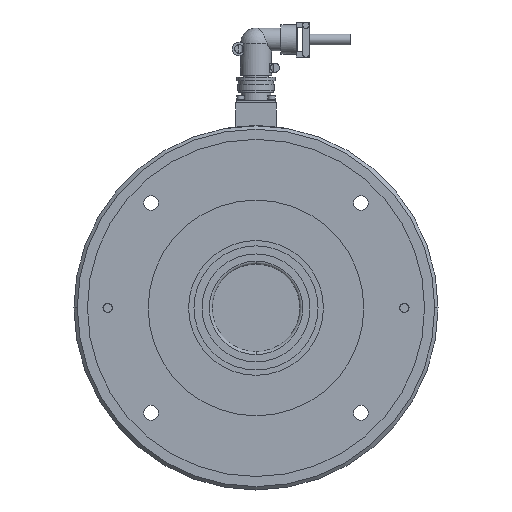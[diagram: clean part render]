
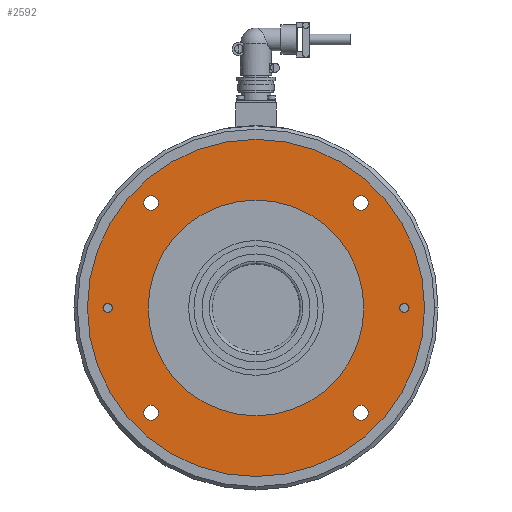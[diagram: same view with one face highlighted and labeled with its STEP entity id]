
A CAD part, left-side view. The second image highlights one B-rep face of the part: STEP entity #2592.
In plain terms, the highlighted face is planar.
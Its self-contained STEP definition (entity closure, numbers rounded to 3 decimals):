
#2008=CARTESIAN_POINT('',(3.1,80.0,0.0));
#2009=VERTEX_POINT('',#2008);
#2025=CARTESIAN_POINT('',(3.1,-80.0,0.));
#2026=VERTEX_POINT('',#2025);
#2033=CARTESIAN_POINT('',(3.1,0.0,0.0));
#2034=DIRECTION('',(1.0,0.0,0.0));
#2035=DIRECTION('',(0.0,1.0,0.0));
#2036=AXIS2_PLACEMENT_3D('',#2033,#2034,#2035);
#2037=CIRCLE('',#2036,80.0);
#2038=EDGE_CURVE('',#2026,#2009,#2037,.T.);
#2048=CARTESIAN_POINT('',(3.1,125.0,0.0));
#2049=VERTEX_POINT('',#2048);
#2058=CARTESIAN_POINT('',(3.1,-125.0,0.));
#2059=VERTEX_POINT('',#2058);
#2060=CARTESIAN_POINT('',(3.1,0.0,0.0));
#2061=DIRECTION('',(1.0,0.0,0.0));
#2062=DIRECTION('',(0.0,1.0,0.0));
#2063=AXIS2_PLACEMENT_3D('',#2060,#2061,#2062);
#2064=CIRCLE('',#2063,125.0);
#2065=EDGE_CURVE('',#2059,#2049,#2064,.T.);
#2090=CARTESIAN_POINT('',(3.1,-77.782,72.282));
#2091=VERTEX_POINT('',#2090);
#2100=CARTESIAN_POINT('',(3.1,-77.782,83.282));
#2101=VERTEX_POINT('',#2100);
#2102=CARTESIAN_POINT('',(3.1,-77.782,77.782));
#2103=DIRECTION('',(-1.0,0.0,0.0));
#2104=DIRECTION('',(0.0,0.0,-1.0));
#2105=AXIS2_PLACEMENT_3D('',#2102,#2103,#2104);
#2106=CIRCLE('',#2105,5.5);
#2107=EDGE_CURVE('',#2101,#2091,#2106,.T.);
#2132=CARTESIAN_POINT('',(3.1,0.,106.544));
#2133=VERTEX_POINT('',#2132);
#2142=CARTESIAN_POINT('',(3.1,0.,113.456));
#2143=VERTEX_POINT('',#2142);
#2144=CARTESIAN_POINT('',(3.1,0.,110.0));
#2145=DIRECTION('',(-1.0,0.0,0.0));
#2146=DIRECTION('',(0.0,0.0,-1.0));
#2147=AXIS2_PLACEMENT_3D('',#2144,#2145,#2146);
#2148=CIRCLE('',#2147,3.456);
#2149=EDGE_CURVE('',#2143,#2133,#2148,.T.);
#2174=CARTESIAN_POINT('',(3.1,-72.282,-77.782));
#2175=VERTEX_POINT('',#2174);
#2184=CARTESIAN_POINT('',(3.1,-83.282,-77.782));
#2185=VERTEX_POINT('',#2184);
#2186=CARTESIAN_POINT('',(3.1,-77.782,-77.782));
#2187=DIRECTION('',(-1.0,0.0,0.0));
#2188=DIRECTION('',(0.0,1.0,0.0));
#2189=AXIS2_PLACEMENT_3D('',#2186,#2187,#2188);
#2190=CIRCLE('',#2189,5.5);
#2191=EDGE_CURVE('',#2185,#2175,#2190,.T.);
#2216=CARTESIAN_POINT('',(3.1,77.782,-72.282));
#2217=VERTEX_POINT('',#2216);
#2226=CARTESIAN_POINT('',(3.1,77.782,-83.282));
#2227=VERTEX_POINT('',#2226);
#2228=CARTESIAN_POINT('',(3.1,77.782,-77.782));
#2229=DIRECTION('',(-1.0,0.0,0.0));
#2230=DIRECTION('',(0.0,0.0,1.0));
#2231=AXIS2_PLACEMENT_3D('',#2228,#2229,#2230);
#2232=CIRCLE('',#2231,5.5);
#2233=EDGE_CURVE('',#2227,#2217,#2232,.T.);
#2258=CARTESIAN_POINT('',(3.1,72.282,77.782));
#2259=VERTEX_POINT('',#2258);
#2268=CARTESIAN_POINT('',(3.1,83.282,77.782));
#2269=VERTEX_POINT('',#2268);
#2270=CARTESIAN_POINT('',(3.1,77.782,77.782));
#2271=DIRECTION('',(-1.0,0.0,0.0));
#2272=DIRECTION('',(0.0,-1.0,0.0));
#2273=AXIS2_PLACEMENT_3D('',#2270,#2271,#2272);
#2274=CIRCLE('',#2273,5.5);
#2275=EDGE_CURVE('',#2269,#2259,#2274,.T.);
#2300=CARTESIAN_POINT('',(3.1,0.,-106.544));
#2301=VERTEX_POINT('',#2300);
#2310=CARTESIAN_POINT('',(3.1,0.,-113.456));
#2311=VERTEX_POINT('',#2310);
#2312=CARTESIAN_POINT('',(3.1,0.,-110.0));
#2313=DIRECTION('',(-1.0,0.0,0.0));
#2314=DIRECTION('',(0.0,0.0,1.0));
#2315=AXIS2_PLACEMENT_3D('',#2312,#2313,#2314);
#2316=CIRCLE('',#2315,3.456);
#2317=EDGE_CURVE('',#2311,#2301,#2316,.T.);
#2351=CARTESIAN_POINT('',(3.1,0.,-110.0));
#2352=DIRECTION('',(-1.0,0.0,0.0));
#2353=DIRECTION('',(0.0,0.0,1.0));
#2354=AXIS2_PLACEMENT_3D('',#2351,#2352,#2353);
#2355=CIRCLE('',#2354,3.456);
#2356=EDGE_CURVE('',#2301,#2311,#2355,.T.);
#2375=CARTESIAN_POINT('',(3.1,77.782,77.782));
#2376=DIRECTION('',(-1.0,0.0,0.0));
#2377=DIRECTION('',(0.0,-1.0,0.0));
#2378=AXIS2_PLACEMENT_3D('',#2375,#2376,#2377);
#2379=CIRCLE('',#2378,5.5);
#2380=EDGE_CURVE('',#2259,#2269,#2379,.T.);
#2399=CARTESIAN_POINT('',(3.1,77.782,-77.782));
#2400=DIRECTION('',(-1.0,0.0,0.0));
#2401=DIRECTION('',(0.0,0.0,1.0));
#2402=AXIS2_PLACEMENT_3D('',#2399,#2400,#2401);
#2403=CIRCLE('',#2402,5.5);
#2404=EDGE_CURVE('',#2217,#2227,#2403,.T.);
#2423=CARTESIAN_POINT('',(3.1,-77.782,-77.782));
#2424=DIRECTION('',(-1.0,0.0,0.0));
#2425=DIRECTION('',(0.0,1.0,0.0));
#2426=AXIS2_PLACEMENT_3D('',#2423,#2424,#2425);
#2427=CIRCLE('',#2426,5.5);
#2428=EDGE_CURVE('',#2175,#2185,#2427,.T.);
#2447=CARTESIAN_POINT('',(3.1,0.,110.0));
#2448=DIRECTION('',(-1.0,0.0,0.0));
#2449=DIRECTION('',(0.0,0.0,-1.0));
#2450=AXIS2_PLACEMENT_3D('',#2447,#2448,#2449);
#2451=CIRCLE('',#2450,3.456);
#2452=EDGE_CURVE('',#2133,#2143,#2451,.T.);
#2471=CARTESIAN_POINT('',(3.1,-77.782,77.782));
#2472=DIRECTION('',(-1.0,0.0,0.0));
#2473=DIRECTION('',(0.0,0.0,-1.0));
#2474=AXIS2_PLACEMENT_3D('',#2471,#2472,#2473);
#2475=CIRCLE('',#2474,5.5);
#2476=EDGE_CURVE('',#2091,#2101,#2475,.T.);
#2539=CARTESIAN_POINT('',(3.1,0.0,0.0));
#2540=DIRECTION('',(1.0,0.0,0.0));
#2541=DIRECTION('',(0.0,1.0,0.0));
#2542=AXIS2_PLACEMENT_3D('',#2539,#2540,#2541);
#2543=CIRCLE('',#2542,125.0);
#2544=EDGE_CURVE('',#2049,#2059,#2543,.T.);
#2549=CARTESIAN_POINT('',(3.1,102.5,0.0));
#2550=DIRECTION('',(1.0,0.0,0.0));
#2551=DIRECTION('',(0.0,0.0,-1.0));
#2552=AXIS2_PLACEMENT_3D('',#2549,#2550,#2551);
#2553=PLANE('',#2552);
#2554=ORIENTED_EDGE('',*,*,#2544,.T.);
#2555=ORIENTED_EDGE('',*,*,#2065,.T.);
#2556=EDGE_LOOP('',(#2554,#2555));
#2557=FACE_OUTER_BOUND('',#2556,.T.);
#2558=ORIENTED_EDGE('',*,*,#2356,.T.);
#2559=ORIENTED_EDGE('',*,*,#2317,.T.);
#2560=EDGE_LOOP('',(#2558,#2559));
#2561=FACE_BOUND('',#2560,.T.);
#2562=ORIENTED_EDGE('',*,*,#2380,.T.);
#2563=ORIENTED_EDGE('',*,*,#2275,.T.);
#2564=EDGE_LOOP('',(#2562,#2563));
#2565=FACE_BOUND('',#2564,.T.);
#2566=ORIENTED_EDGE('',*,*,#2404,.T.);
#2567=ORIENTED_EDGE('',*,*,#2233,.T.);
#2568=EDGE_LOOP('',(#2566,#2567));
#2569=FACE_BOUND('',#2568,.T.);
#2570=ORIENTED_EDGE('',*,*,#2428,.T.);
#2571=ORIENTED_EDGE('',*,*,#2191,.T.);
#2572=EDGE_LOOP('',(#2570,#2571));
#2573=FACE_BOUND('',#2572,.T.);
#2574=ORIENTED_EDGE('',*,*,#2452,.T.);
#2575=ORIENTED_EDGE('',*,*,#2149,.T.);
#2576=EDGE_LOOP('',(#2574,#2575));
#2577=FACE_BOUND('',#2576,.T.);
#2578=ORIENTED_EDGE('',*,*,#2476,.T.);
#2579=ORIENTED_EDGE('',*,*,#2107,.T.);
#2580=EDGE_LOOP('',(#2578,#2579));
#2581=FACE_BOUND('',#2580,.T.);
#2582=CARTESIAN_POINT('',(3.1,0.0,0.0));
#2583=DIRECTION('',(1.0,0.0,0.0));
#2584=DIRECTION('',(0.0,1.0,0.0));
#2585=AXIS2_PLACEMENT_3D('',#2582,#2583,#2584);
#2586=CIRCLE('',#2585,80.0);
#2587=EDGE_CURVE('',#2009,#2026,#2586,.T.);
#2588=ORIENTED_EDGE('',*,*,#2587,.F.);
#2589=ORIENTED_EDGE('',*,*,#2038,.F.);
#2590=EDGE_LOOP('',(#2588,#2589));
#2591=FACE_BOUND('',#2590,.T.);
#2592=ADVANCED_FACE('',(#2557,#2561,#2565,#2569,#2573,#2577,#2581,#2591),#2553,.T.);
